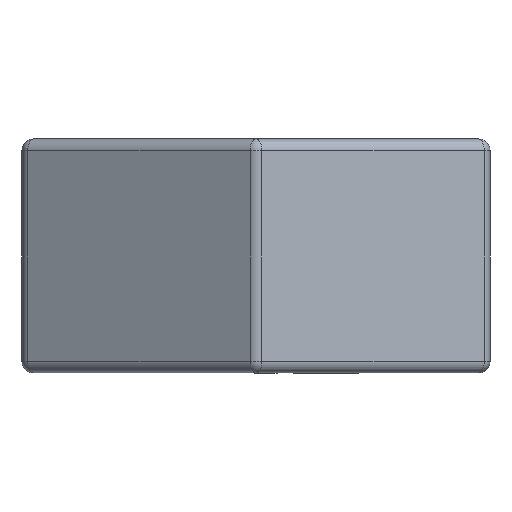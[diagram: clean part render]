
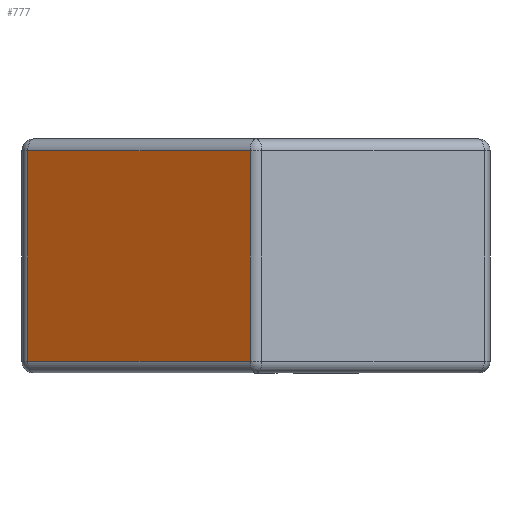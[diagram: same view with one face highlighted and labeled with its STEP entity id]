
A CAD part, left-side view. The second image highlights one B-rep face of the part: STEP entity #777.
In plain terms, the highlighted planar face has unit normal (-0.866, 0.5, 0).
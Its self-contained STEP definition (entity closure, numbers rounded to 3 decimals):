
#22=PLANE('',#878);
#75=FACE_OUTER_BOUND('',#127,.T.);
#127=EDGE_LOOP('',(#617,#618,#619,#620));
#247=LINE('',#1555,#293);
#248=LINE('',#1563,#294);
#250=LINE('',#1569,#296);
#251=LINE('',#1570,#297);
#293=VECTOR('',#1063,10.);
#294=VECTOR('',#1074,10.);
#296=VECTOR('',#1080,10.);
#297=VECTOR('',#1081,10.);
#360=VERTEX_POINT('',#1550);
#361=VERTEX_POINT('',#1554);
#363=VERTEX_POINT('',#1562);
#365=VERTEX_POINT('',#1568);
#454=EDGE_CURVE('',#360,#361,#247,.T.);
#458=EDGE_CURVE('',#361,#363,#248,.T.);
#461=EDGE_CURVE('',#365,#360,#250,.T.);
#462=EDGE_CURVE('',#363,#365,#251,.T.);
#617=ORIENTED_EDGE('',*,*,#454,.F.);
#618=ORIENTED_EDGE('',*,*,#461,.F.);
#619=ORIENTED_EDGE('',*,*,#462,.F.);
#620=ORIENTED_EDGE('',*,*,#458,.F.);
#777=ADVANCED_FACE('',(#75),#22,.T.);
#878=AXIS2_PLACEMENT_3D('',#1567,#1078,#1079);
#1063=DIRECTION('',(0.,0.,1.));
#1074=DIRECTION('',(-0.5,-0.866,0.));
#1078=DIRECTION('center_axis',(-0.866,0.5,0.));
#1079=DIRECTION('ref_axis',(-0.5,-0.866,0.));
#1080=DIRECTION('',(0.5,0.866,0.));
#1081=DIRECTION('',(0.,0.,-1.));
#1550=CARTESIAN_POINT('',(19.316,-23.05,0.1));
#1554=CARTESIAN_POINT('',(19.316,-23.05,1.9));
#1555=CARTESIAN_POINT('',(19.316,-23.05,0.));
#1562=CARTESIAN_POINT('',(18.219,-24.95,1.9));
#1563=CARTESIAN_POINT('',(19.057,-23.5,1.9));
#1567=CARTESIAN_POINT('Origin',(19.345,-23.,0.));
#1568=CARTESIAN_POINT('',(18.219,-24.95,0.1));
#1569=CARTESIAN_POINT('',(19.057,-23.5,0.1));
#1570=CARTESIAN_POINT('',(18.219,-24.95,0.));
